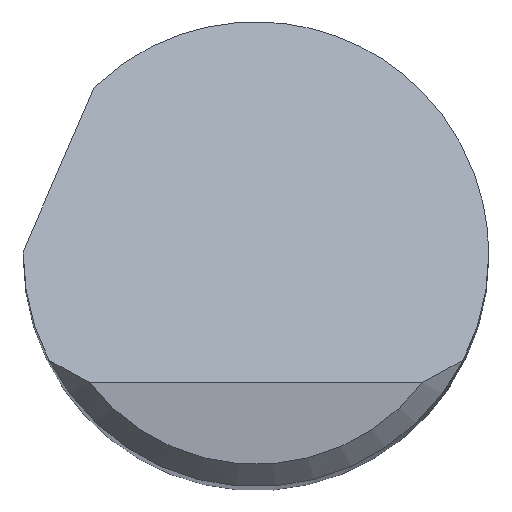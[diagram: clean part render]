
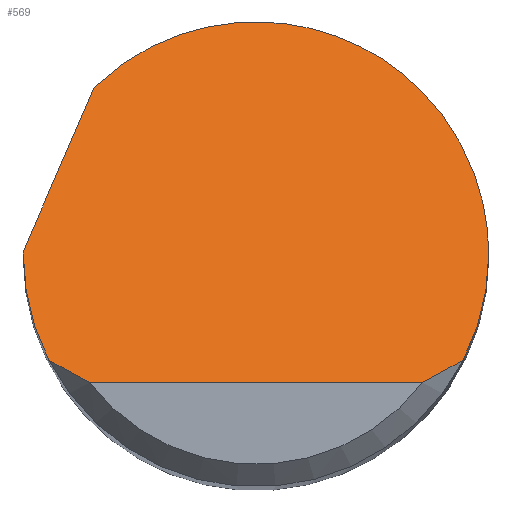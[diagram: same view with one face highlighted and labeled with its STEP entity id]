
A CAD part, top view. The second image highlights one B-rep face of the part: STEP entity #569.
In plain terms, the highlighted planar face has unit normal (0, 0.707, 0.707).
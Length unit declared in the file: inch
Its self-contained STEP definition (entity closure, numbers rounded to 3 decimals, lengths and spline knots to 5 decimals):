
#3 = CARTESIAN_POINT ( 'NONE',  ( -0.12131, -0.0816, 1.99535 ) ) ;
#4 =( BOUNDED_CURVE ( )  B_SPLINE_CURVE ( 3, ( #369, #626, #450, #306 ),
 .UNSPECIFIED., .F., .F. ) 
 B_SPLINE_CURVE_WITH_KNOTS ( ( 4, 4 ),
 ( 1.5708, 2.04429 ),
 .UNSPECIFIED. ) 
 CURVE ( )  GEOMETRIC_REPRESENTATION_ITEM ( )  RATIONAL_B_SPLINE_CURVE ( ( 1., 0.981, 0.981, 1. ) ) 
 REPRESENTATION_ITEM ( '' )  );
#5 = VERTEX_POINT ( 'NONE', #298 ) ;
#28 = CARTESIAN_POINT ( 'NONE',  ( 0.13906, -0.07125, 1.985 ) ) ;
#34 = PLANE ( 'NONE',  #808 ) ;
#59 = CARTESIAN_POINT ( 'NONE',  ( -0.15041, -0.04909, 1.96284 ) ) ;
#90 = ORIENTED_EDGE ( 'NONE', *, *, #211, .F. ) ;
#92 = VERTEX_POINT ( 'NONE', #217 ) ;
#105 = VERTEX_POINT ( 'NONE', #787 ) ;
#145 = ORIENTED_EDGE ( 'NONE', *, *, #353, .T. ) ;
#160 = EDGE_CURVE ( 'NONE', #676, #105, #777, .T. ) ;
#180 = B_SPLINE_CURVE_WITH_KNOTS ( 'NONE', 3,
 ( #440, #279, #3, #625 ),
 .UNSPECIFIED., .F., .F.,
 ( 4, 4 ),
 ( 0., 0.00088 ),
 .UNSPECIFIED. ) ;
#183 = CARTESIAN_POINT ( 'NONE',  ( -0.13906, -0.07125, 1.985 ) ) ;
#196 = CARTESIAN_POINT ( 'NONE',  ( 0.15625, 0., 1.91375 ) ) ;
#201 = CARTESIAN_POINT ( 'NONE',  ( 0., -0.08625, 2. ) ) ;
#211 = EDGE_CURVE ( 'NONE', #549, #92, #619, .T. ) ;
#217 = CARTESIAN_POINT ( 'NONE',  ( -0.15624, 0.002, 1.91175 ) ) ;
#226 = ORIENTED_EDGE ( 'NONE', *, *, #459, .F. ) ;
#232 = CARTESIAN_POINT ( 'NONE',  ( 0.13035, -0.07657, 1.99032 ) ) ;
#252 = EDGE_CURVE ( 'NONE', #105, #336, #460, .T. ) ;
#279 = CARTESIAN_POINT ( 'NONE',  ( -0.13035, -0.07657, 1.99032 ) ) ;
#288 = VERTEX_POINT ( 'NONE', #818 ) ;
#293 = CARTESIAN_POINT ( 'NONE',  ( -0.15625, 0.00067, 1.91308 ) ) ;
#297 = CARTESIAN_POINT ( 'NONE',  ( 0.12131, -0.0816, 1.99535 ) ) ;
#298 = CARTESIAN_POINT ( 'NONE',  ( 0.15625, 0., 1.91375 ) ) ;
#301 =( BOUNDED_CURVE ( )  B_SPLINE_CURVE ( 3, ( #183, #59, #609, #560 ),
 .UNSPECIFIED., .F., .T. ) 
 B_SPLINE_CURVE_WITH_KNOTS ( ( 4, 4 ),
 ( 4.23889, 4.71239 ),
 .UNSPECIFIED. ) 
 CURVE ( )  GEOMETRIC_REPRESENTATION_ITEM ( )  RATIONAL_B_SPLINE_CURVE ( ( 1., 0.981, 0.981, 1. ) ) 
 REPRESENTATION_ITEM ( '' )  );
#306 = CARTESIAN_POINT ( 'NONE',  ( 0.13906, -0.07125, 1.985 ) ) ;
#311 = ORIENTED_EDGE ( 'NONE', *, *, #252, .T. ) ;
#312 = CARTESIAN_POINT ( 'NONE',  ( 0.15625, 0.1616, 1.75215 ) ) ;
#323 = DIRECTION ( 'NONE',  ( 1., 0., 0. ) ) ;
#336 = VERTEX_POINT ( 'NONE', #28 ) ;
#342 = VECTOR ( 'NONE', #467, 39.37008 ) ;
#353 = EDGE_CURVE ( 'NONE', #612, #676, #180, .T. ) ;
#369 = CARTESIAN_POINT ( 'NONE',  ( 0.15625, 0., 1.91375 ) ) ;
#404 = CARTESIAN_POINT ( 'NONE',  ( -0.19107, -0.07874, 1.99249 ) ) ;
#405 = ORIENTED_EDGE ( 'NONE', *, *, #791, .F. ) ;
#428 = CARTESIAN_POINT ( 'NONE',  ( -0.15625, 0., 1.91375 ) ) ;
#439 = CARTESIAN_POINT ( 'NONE',  ( -0.10866, 0.11228, 1.80147 ) ) ;
#440 = CARTESIAN_POINT ( 'NONE',  ( -0.13906, -0.07125, 1.985 ) ) ;
#450 = CARTESIAN_POINT ( 'NONE',  ( 0.15041, -0.04909, 1.96284 ) ) ;
#459 = EDGE_CURVE ( 'NONE', #612, #549, #301, .T. ) ;
#460 = B_SPLINE_CURVE_WITH_KNOTS ( 'NONE', 3,
 ( #799, #297, #232, #746 ),
 .UNSPECIFIED., .F., .F.,
 ( 4, 4 ),
 ( 0., 0.00088 ),
 .UNSPECIFIED. ) ;
#467 = DIRECTION ( 'NONE',  ( 0.292, 0.676, -0.676 ) ) ;
#490 = FACE_OUTER_BOUND ( 'NONE', #793, .T. ) ;
#529 = LINE ( 'NONE', #404, #342 ) ;
#549 = VERTEX_POINT ( 'NONE', #660 ) ;
#560 = CARTESIAN_POINT ( 'NONE',  ( -0.15625, 0., 1.91375 ) ) ;
#569 = ADVANCED_FACE ( 'NONE', ( #490 ), #34, .F. ) ;
#582 = EDGE_CURVE ( 'NONE', #288, #5, #769, .T. ) ;
#598 = ORIENTED_EDGE ( 'NONE', *, *, #160, .T. ) ;
#609 = CARTESIAN_POINT ( 'NONE',  ( -0.15625, -0.02489, 1.93864 ) ) ;
#612 = VERTEX_POINT ( 'NONE', #727 ) ;
#619 =( BOUNDED_CURVE ( )  B_SPLINE_CURVE ( 3, ( #428, #293, #752, #742 ),
 .UNSPECIFIED., .F., .F. ) 
 B_SPLINE_CURVE_WITH_KNOTS ( ( 4, 4 ),
 ( 4.71239, 4.72519 ),
 .UNSPECIFIED. ) 
 CURVE ( )  GEOMETRIC_REPRESENTATION_ITEM ( )  RATIONAL_B_SPLINE_CURVE ( ( 1., 1., 1., 1. ) ) 
 REPRESENTATION_ITEM ( '' )  );
#622 = DIRECTION ( 'NONE',  ( 0., -0.707, -0.707 ) ) ;
#625 = CARTESIAN_POINT ( 'NONE',  ( -0.11186, -0.08625, 2. ) ) ;
#626 = CARTESIAN_POINT ( 'NONE',  ( 0.15625, -0.02489, 1.93864 ) ) ;
#643 = CARTESIAN_POINT ( 'NONE',  ( 0.00746, 0.22466, 1.68909 ) ) ;
#658 = ORIENTED_EDGE ( 'NONE', *, *, #774, .F. ) ;
#660 = CARTESIAN_POINT ( 'NONE',  ( -0.15625, 0., 1.91375 ) ) ;
#676 = VERTEX_POINT ( 'NONE', #817 ) ;
#727 = CARTESIAN_POINT ( 'NONE',  ( -0.13906, -0.07125, 1.985 ) ) ;
#734 = DIRECTION ( 'NONE',  ( 0., 0.707, -0.707 ) ) ;
#735 = VECTOR ( 'NONE', #323, 39.37008 ) ;
#742 = CARTESIAN_POINT ( 'NONE',  ( -0.15624, 0.002, 1.91175 ) ) ;
#746 = CARTESIAN_POINT ( 'NONE',  ( 0.13906, -0.07125, 1.985 ) ) ;
#747 = CARTESIAN_POINT ( 'NONE',  ( -0.15625, -0.08625, 2. ) ) ;
#752 = CARTESIAN_POINT ( 'NONE',  ( -0.15625, 0.00133, 1.91242 ) ) ;
#769 =( BOUNDED_CURVE ( )  B_SPLINE_CURVE ( 3, ( #439, #643, #312, #196 ),
 .UNSPECIFIED., .F., .F. ) 
 B_SPLINE_CURVE_WITH_KNOTS ( ( 4, 4 ),
 ( 5.51413, 7.85398 ),
 .UNSPECIFIED. ) 
 CURVE ( )  GEOMETRIC_REPRESENTATION_ITEM ( )  RATIONAL_B_SPLINE_CURVE ( ( 1., 0.593, 0.593, 1. ) ) 
 REPRESENTATION_ITEM ( '' )  );
#774 = EDGE_CURVE ( 'NONE', #92, #288, #529, .T. ) ;
#777 = LINE ( 'NONE', #201, #735 ) ;
#787 = CARTESIAN_POINT ( 'NONE',  ( 0.11186, -0.08625, 2. ) ) ;
#791 = EDGE_CURVE ( 'NONE', #5, #336, #4, .T. ) ;
#793 = EDGE_LOOP ( 'NONE', ( #598, #311, #405, #823, #658, #90, #226, #145 ) ) ;
#799 = CARTESIAN_POINT ( 'NONE',  ( 0.11186, -0.08625, 2. ) ) ;
#808 = AXIS2_PLACEMENT_3D ( 'NONE', #747, #622, #734 ) ;
#817 = CARTESIAN_POINT ( 'NONE',  ( -0.11186, -0.08625, 2. ) ) ;
#818 = CARTESIAN_POINT ( 'NONE',  ( -0.10866, 0.11228, 1.80147 ) ) ;
#823 = ORIENTED_EDGE ( 'NONE', *, *, #582, .F. ) ;
